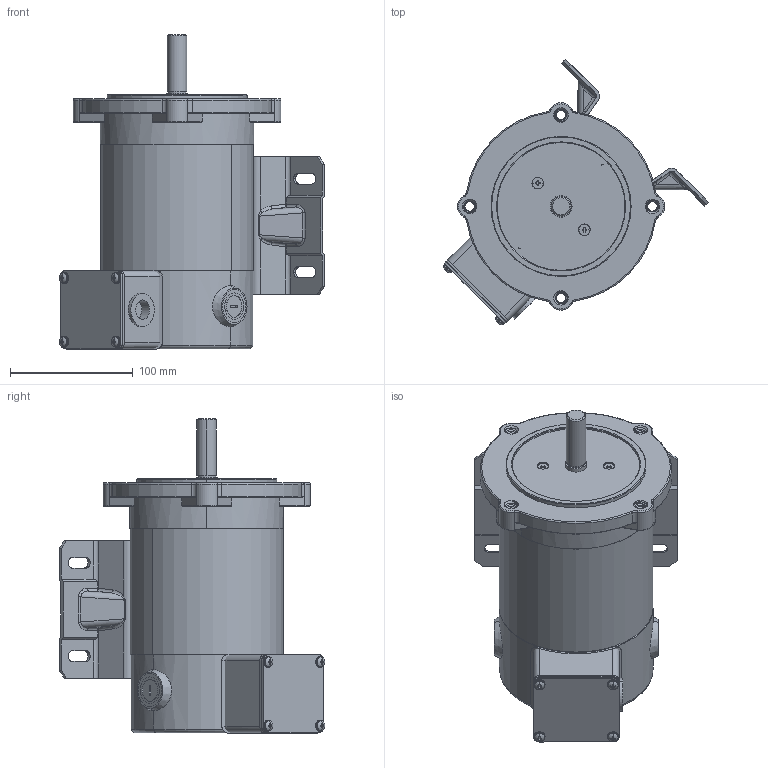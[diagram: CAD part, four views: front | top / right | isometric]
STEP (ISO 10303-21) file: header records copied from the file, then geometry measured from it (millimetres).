
FILE_DESCRIPTION (( 'STEP AP203' ), '1' );
FILE_NAME ('0.33ÎÞ·çÒ¶HP.STEP', '2014-07-25T06:43:31', ( 'SkyUser' ), ( 'iTianKong.com' ), 'SwSTEP 2.0', 'SolidWorks 2008', '' );
FILE_SCHEMA (( 'CONFIG_CONTROL_DESIGN' ));
Products named in the file (19): 接线盒_默认; 接线盒垫1_默认; 接线盒垫_默认; 刷架_默认; 刷盖_默认; 13机壳_默认; 0.33拸瑞珔HP; 前端盖_默认; 轴承_默认; 无风叶后端盖_默认; nut_M6-1; 接线盒盖_默认; M4螺钉_默认; 铁底座_默认; flange bolt_M10-1.5 x 20; M4平头螺钉_默认; 接出线套_默认; 13轴_默认; 13螺杆_默认
Assembly tree (28 placements, depth 2):
  0.33拸瑞珔HP
    接线盒垫_默认
    nut_M6-1  x2
    铁底座_默认
    接线盒垫1_默认
    flange bolt_M10-1.5 x 20  x2
    轴承_默认  x2
    接线盒_默认
    13机壳_默认
    前端盖_默认
    M4螺钉_默认  x4
    刷盖_默认  x2
    刷架_默认  x2
    无风叶后端盖_默认
    接线盒盖_默认
    13螺杆_默认  x2
    接出线套_默认
    M4平头螺钉_默认  x2
    13轴_默认
Bounding box: 216.26 x 216.63 x 256.7 mm (x, y, z)
Volume: 941746.6 mm3; surface area: 389539.8 mm2
Topology: 28 solids, 28 shells, 1236 faces, 3094 edges, 1951 vertices
Faces by surface type: cylinder 569, plane 363, torus 152, bspline 68, cone 68, sphere 16
Entity records: 46621 total; most frequent: CARTESIAN_POINT 21779, DIRECTION 4814, ORIENTED_EDGE 4728, EDGE_CURVE 2364, AXIS2_PLACEMENT_3D 1928, VERTEX_POINT 1490, EDGE_LOOP 1082, CIRCLE 1000
